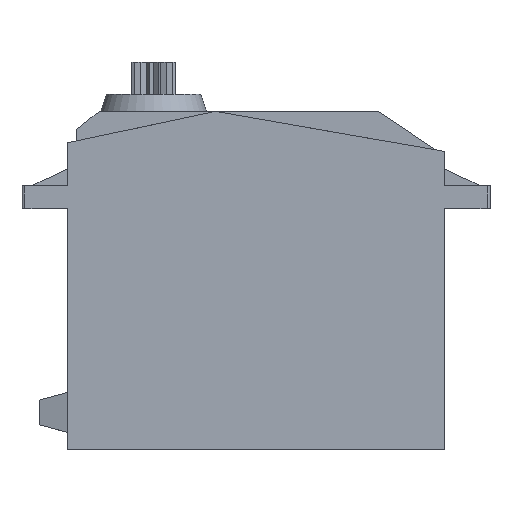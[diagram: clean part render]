
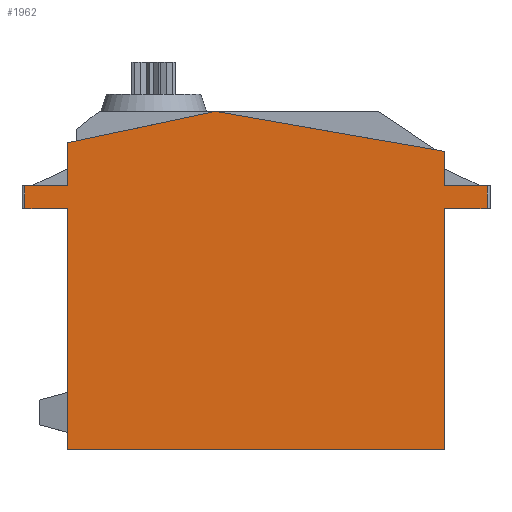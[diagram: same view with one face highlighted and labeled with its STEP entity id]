
A CAD part, top view. The second image highlights one B-rep face of the part: STEP entity #1962.
In plain terms, the highlighted planar face has unit normal (0, 0, 1).
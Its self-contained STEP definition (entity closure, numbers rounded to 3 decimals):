
#185=FACE_OUTER_BOUND('',#287,.T.);
#287=EDGE_LOOP('',(#1773,#1774,#1775,#1776,#1777,#1778,#1779,#1780,#1781,
#1782,#1783,#1784,#1785));
#415=LINE('',#2939,#651);
#420=LINE('',#2949,#656);
#438=LINE('',#2992,#674);
#457=LINE('',#3024,#693);
#462=LINE('',#3041,#698);
#469=LINE('',#3069,#705);
#478=LINE('',#3100,#714);
#484=LINE('',#3114,#720);
#492=LINE('',#3150,#728);
#518=LINE('',#3205,#754);
#520=LINE('',#3208,#756);
#522=LINE('',#3212,#758);
#523=LINE('',#3214,#759);
#651=VECTOR('',#2369,10.);
#656=VECTOR('',#2376,10.);
#674=VECTOR('',#2412,10.);
#693=VECTOR('',#2439,10.);
#698=VECTOR('',#2458,10.);
#705=VECTOR('',#2481,10.);
#714=VECTOR('',#2508,10.);
#720=VECTOR('',#2522,10.);
#728=VECTOR('',#2554,10.);
#754=VECTOR('',#2636,10.);
#756=VECTOR('',#2640,10.);
#758=VECTOR('',#2644,10.);
#759=VECTOR('',#2647,10.);
#862=VERTEX_POINT('',#2936);
#863=VERTEX_POINT('',#2938);
#866=VERTEX_POINT('',#2946);
#867=VERTEX_POINT('',#2948);
#882=VERTEX_POINT('',#2989);
#883=VERTEX_POINT('',#2991);
#897=VERTEX_POINT('',#3040);
#910=VERTEX_POINT('',#3068);
#923=VERTEX_POINT('',#3099);
#926=VERTEX_POINT('',#3111);
#927=VERTEX_POINT('',#3113);
#944=VERTEX_POINT('',#3204);
#945=VERTEX_POINT('',#3210);
#1087=EDGE_CURVE('',#862,#863,#415,.T.);
#1092=EDGE_CURVE('',#867,#866,#420,.T.);
#1112=EDGE_CURVE('',#883,#882,#438,.T.);
#1131=EDGE_CURVE('',#866,#883,#457,.T.);
#1138=EDGE_CURVE('',#867,#897,#462,.T.);
#1152=EDGE_CURVE('',#897,#910,#469,.T.);
#1168=EDGE_CURVE('',#910,#923,#478,.T.);
#1175=EDGE_CURVE('',#926,#927,#484,.T.);
#1194=EDGE_CURVE('',#927,#862,#492,.T.);
#1220=EDGE_CURVE('',#944,#923,#518,.T.);
#1222=EDGE_CURVE('',#882,#863,#520,.T.);
#1224=EDGE_CURVE('',#926,#945,#522,.T.);
#1225=EDGE_CURVE('',#945,#944,#523,.T.);
#1773=ORIENTED_EDGE('',*,*,#1112,.T.);
#1774=ORIENTED_EDGE('',*,*,#1222,.T.);
#1775=ORIENTED_EDGE('',*,*,#1087,.F.);
#1776=ORIENTED_EDGE('',*,*,#1194,.F.);
#1777=ORIENTED_EDGE('',*,*,#1175,.F.);
#1778=ORIENTED_EDGE('',*,*,#1224,.T.);
#1779=ORIENTED_EDGE('',*,*,#1225,.T.);
#1780=ORIENTED_EDGE('',*,*,#1220,.T.);
#1781=ORIENTED_EDGE('',*,*,#1168,.F.);
#1782=ORIENTED_EDGE('',*,*,#1152,.F.);
#1783=ORIENTED_EDGE('',*,*,#1138,.F.);
#1784=ORIENTED_EDGE('',*,*,#1092,.T.);
#1785=ORIENTED_EDGE('',*,*,#1131,.T.);
#1863=PLANE('',#2125);
#1962=ADVANCED_FACE('',(#185),#1863,.T.);
#2125=AXIS2_PLACEMENT_3D('',#3215,#2648,#2649);
#2369=DIRECTION('',(1.,0.,0.));
#2376=DIRECTION('',(0.,1.,0.));
#2412=DIRECTION('',(-0.978,-0.208,0.));
#2439=DIRECTION('',(-0.985,0.172,0.));
#2458=DIRECTION('',(1.,0.,0.));
#2481=DIRECTION('',(0.,-1.,0.));
#2508=DIRECTION('',(-1.,0.,0.));
#2522=DIRECTION('',(-1.,0.,0.));
#2554=DIRECTION('',(0.,1.,0.));
#2636=DIRECTION('',(0.,1.,0.));
#2640=DIRECTION('',(0.,-1.,0.));
#2644=DIRECTION('',(0.,-1.,0.));
#2647=DIRECTION('',(1.,0.,0.));
#2648=DIRECTION('center_axis',(0.,0.,1.));
#2649=DIRECTION('ref_axis',(1.,0.,0.));
#2936=CARTESIAN_POINT('',(-40.4,16.55,15.));
#2938=CARTESIAN_POINT('',(-32.9,16.55,15.));
#2939=CARTESIAN_POINT('',(40.9,16.55,15.));
#2946=CARTESIAN_POINT('',(32.9,22.55,15.));
#2948=CARTESIAN_POINT('',(32.9,16.55,15.));
#2949=CARTESIAN_POINT('',(32.9,-29.55,15.));
#2989=CARTESIAN_POINT('',(-32.9,24.05,15.));
#2991=CARTESIAN_POINT('',(-7.1,29.55,15.));
#2992=CARTESIAN_POINT('',(-6.717,29.632,15.));
#3024=CARTESIAN_POINT('',(18.853,25.008,15.));
#3040=CARTESIAN_POINT('',(40.4,16.55,15.));
#3041=CARTESIAN_POINT('',(40.9,16.55,15.));
#3068=CARTESIAN_POINT('',(40.4,12.55,15.));
#3069=CARTESIAN_POINT('',(40.4,6.275,15.));
#3099=CARTESIAN_POINT('',(32.9,12.55,15.));
#3100=CARTESIAN_POINT('',(40.9,12.55,15.));
#3111=CARTESIAN_POINT('',(-32.9,12.55,15.));
#3113=CARTESIAN_POINT('',(-40.4,12.55,15.));
#3114=CARTESIAN_POINT('',(40.9,12.55,15.));
#3150=CARTESIAN_POINT('',(-40.4,6.275,15.));
#3204=CARTESIAN_POINT('',(32.9,-29.55,15.));
#3205=CARTESIAN_POINT('',(32.9,-29.55,15.));
#3208=CARTESIAN_POINT('',(-32.9,29.55,15.));
#3210=CARTESIAN_POINT('',(-32.9,-29.55,15.));
#3212=CARTESIAN_POINT('',(-32.9,29.55,15.));
#3214=CARTESIAN_POINT('',(-32.9,-29.55,15.));
#3215=CARTESIAN_POINT('Origin',(0.,0.,15.));
